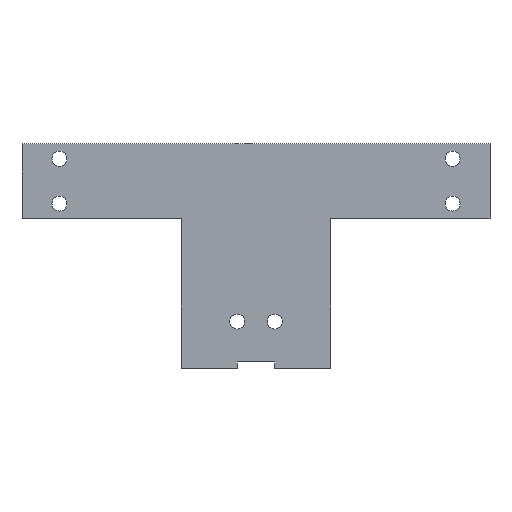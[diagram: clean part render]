
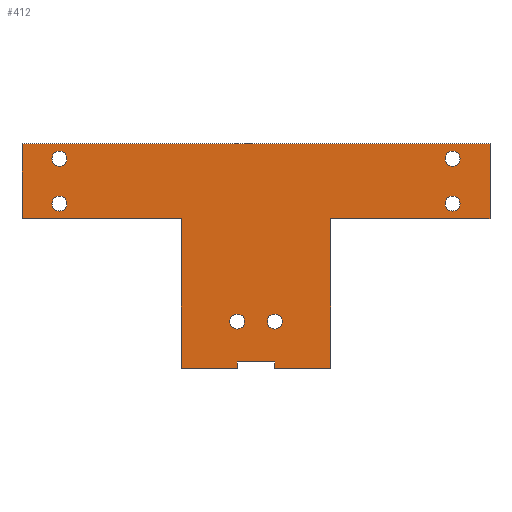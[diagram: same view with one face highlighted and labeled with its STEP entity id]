
A CAD part, top view. The second image highlights one B-rep face of the part: STEP entity #412.
In plain terms, the highlighted planar face has unit normal (0, 0, 1).
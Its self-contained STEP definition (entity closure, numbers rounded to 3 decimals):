
#14=FACE_BOUND('',#81,.T.);
#15=FACE_BOUND('',#82,.T.);
#16=FACE_BOUND('',#83,.T.);
#17=FACE_BOUND('',#84,.T.);
#18=FACE_BOUND('',#85,.T.);
#19=FACE_BOUND('',#86,.T.);
#40=PLANE('',#464);
#60=FACE_OUTER_BOUND('',#80,.T.);
#80=EDGE_LOOP('',(#352,#353,#354,#355,#356,#357,#358,#359,#360,#361,#362,
#363));
#81=EDGE_LOOP('',(#364));
#82=EDGE_LOOP('',(#365));
#83=EDGE_LOOP('',(#366));
#84=EDGE_LOOP('',(#367));
#85=EDGE_LOOP('',(#368));
#86=EDGE_LOOP('',(#369));
#102=LINE('',#618,#144);
#105=LINE('',#624,#147);
#108=LINE('',#630,#150);
#111=LINE('',#636,#153);
#114=LINE('',#642,#156);
#117=LINE('',#648,#159);
#120=LINE('',#654,#162);
#123=LINE('',#660,#165);
#126=LINE('',#666,#168);
#129=LINE('',#672,#171);
#132=LINE('',#678,#174);
#135=LINE('',#682,#177);
#144=VECTOR('',#514,10.);
#147=VECTOR('',#519,10.);
#150=VECTOR('',#524,10.);
#153=VECTOR('',#529,10.);
#156=VECTOR('',#534,10.);
#159=VECTOR('',#539,10.);
#162=VECTOR('',#544,10.);
#165=VECTOR('',#549,10.);
#168=VECTOR('',#554,10.);
#171=VECTOR('',#559,10.);
#174=VECTOR('',#564,10.);
#177=VECTOR('',#569,10.);
#179=CIRCLE('',#436,4.);
#181=CIRCLE('',#439,4.);
#183=CIRCLE('',#442,4.);
#185=CIRCLE('',#445,4.);
#187=CIRCLE('',#448,4.);
#189=CIRCLE('',#451,4.);
#191=VERTEX_POINT('',#578);
#193=VERTEX_POINT('',#584);
#195=VERTEX_POINT('',#590);
#197=VERTEX_POINT('',#596);
#199=VERTEX_POINT('',#602);
#201=VERTEX_POINT('',#608);
#204=VERTEX_POINT('',#615);
#205=VERTEX_POINT('',#617);
#207=VERTEX_POINT('',#623);
#209=VERTEX_POINT('',#629);
#211=VERTEX_POINT('',#635);
#213=VERTEX_POINT('',#641);
#215=VERTEX_POINT('',#647);
#217=VERTEX_POINT('',#653);
#219=VERTEX_POINT('',#659);
#221=VERTEX_POINT('',#665);
#223=VERTEX_POINT('',#671);
#225=VERTEX_POINT('',#677);
#228=EDGE_CURVE('',#191,#191,#179,.T.);
#231=EDGE_CURVE('',#193,#193,#181,.T.);
#234=EDGE_CURVE('',#195,#195,#183,.T.);
#237=EDGE_CURVE('',#197,#197,#185,.T.);
#240=EDGE_CURVE('',#199,#199,#187,.T.);
#243=EDGE_CURVE('',#201,#201,#189,.T.);
#246=EDGE_CURVE('',#205,#204,#102,.T.);
#249=EDGE_CURVE('',#207,#205,#105,.T.);
#252=EDGE_CURVE('',#209,#207,#108,.T.);
#255=EDGE_CURVE('',#211,#209,#111,.T.);
#258=EDGE_CURVE('',#213,#211,#114,.T.);
#261=EDGE_CURVE('',#215,#213,#117,.T.);
#264=EDGE_CURVE('',#217,#215,#120,.T.);
#267=EDGE_CURVE('',#219,#217,#123,.T.);
#270=EDGE_CURVE('',#221,#219,#126,.T.);
#273=EDGE_CURVE('',#223,#221,#129,.T.);
#276=EDGE_CURVE('',#225,#223,#132,.T.);
#279=EDGE_CURVE('',#204,#225,#135,.T.);
#352=ORIENTED_EDGE('',*,*,#279,.T.);
#353=ORIENTED_EDGE('',*,*,#276,.T.);
#354=ORIENTED_EDGE('',*,*,#273,.T.);
#355=ORIENTED_EDGE('',*,*,#270,.T.);
#356=ORIENTED_EDGE('',*,*,#267,.T.);
#357=ORIENTED_EDGE('',*,*,#264,.T.);
#358=ORIENTED_EDGE('',*,*,#261,.T.);
#359=ORIENTED_EDGE('',*,*,#258,.T.);
#360=ORIENTED_EDGE('',*,*,#255,.T.);
#361=ORIENTED_EDGE('',*,*,#252,.T.);
#362=ORIENTED_EDGE('',*,*,#249,.T.);
#363=ORIENTED_EDGE('',*,*,#246,.T.);
#364=ORIENTED_EDGE('',*,*,#243,.T.);
#365=ORIENTED_EDGE('',*,*,#240,.T.);
#366=ORIENTED_EDGE('',*,*,#237,.T.);
#367=ORIENTED_EDGE('',*,*,#234,.T.);
#368=ORIENTED_EDGE('',*,*,#231,.T.);
#369=ORIENTED_EDGE('',*,*,#228,.T.);
#412=ADVANCED_FACE('',(#60,#14,#15,#16,#17,#18,#19),#40,.T.);
#436=AXIS2_PLACEMENT_3D('',#580,#473,#474);
#439=AXIS2_PLACEMENT_3D('',#586,#480,#481);
#442=AXIS2_PLACEMENT_3D('',#592,#487,#488);
#445=AXIS2_PLACEMENT_3D('',#598,#494,#495);
#448=AXIS2_PLACEMENT_3D('',#604,#501,#502);
#451=AXIS2_PLACEMENT_3D('',#610,#508,#509);
#464=AXIS2_PLACEMENT_3D('',#683,#570,#571);
#473=DIRECTION('center_axis',(0.,0.,-1.));
#474=DIRECTION('ref_axis',(-1.,0.,0.));
#480=DIRECTION('center_axis',(0.,0.,-1.));
#481=DIRECTION('ref_axis',(-1.,0.,0.));
#487=DIRECTION('center_axis',(0.,0.,-1.));
#488=DIRECTION('ref_axis',(-1.,0.,0.));
#494=DIRECTION('center_axis',(0.,0.,-1.));
#495=DIRECTION('ref_axis',(-1.,0.,0.));
#501=DIRECTION('center_axis',(0.,0.,-1.));
#502=DIRECTION('ref_axis',(-1.,0.,0.));
#508=DIRECTION('center_axis',(0.,0.,-1.));
#509=DIRECTION('ref_axis',(-1.,0.,0.));
#514=DIRECTION('',(0.,-1.,0.));
#519=DIRECTION('',(1.,0.,0.));
#524=DIRECTION('',(0.,-1.,0.));
#529=DIRECTION('',(-1.,0.,0.));
#534=DIRECTION('',(0.,1.,0.));
#539=DIRECTION('',(1.,0.,0.));
#544=DIRECTION('',(0.,1.,0.));
#549=DIRECTION('',(1.,0.,0.));
#554=DIRECTION('',(0.,-1.,0.));
#559=DIRECTION('',(1.,0.,0.));
#564=DIRECTION('',(0.,1.,0.));
#569=DIRECTION('',(1.,0.,0.));
#570=DIRECTION('center_axis',(0.,0.,1.));
#571=DIRECTION('ref_axis',(1.,0.,0.));
#578=CARTESIAN_POINT('',(150.919,-50.67,3.4));
#580=CARTESIAN_POINT('Origin',(146.919,-50.67,3.4));
#584=CARTESIAN_POINT('',(130.919,-50.67,3.4));
#586=CARTESIAN_POINT('Origin',(126.919,-50.67,3.4));
#590=CARTESIAN_POINT('',(245.919,12.33,3.4));
#592=CARTESIAN_POINT('Origin',(241.919,12.33,3.4));
#596=CARTESIAN_POINT('',(245.919,36.33,3.4));
#598=CARTESIAN_POINT('Origin',(241.919,36.33,3.4));
#602=CARTESIAN_POINT('',(35.919,12.33,3.4));
#604=CARTESIAN_POINT('Origin',(31.919,12.33,3.4));
#608=CARTESIAN_POINT('',(35.919,36.33,3.4));
#610=CARTESIAN_POINT('Origin',(31.919,36.33,3.4));
#615=CARTESIAN_POINT('',(96.919,-75.67,3.4));
#617=CARTESIAN_POINT('',(96.919,4.33,3.4));
#618=CARTESIAN_POINT('',(96.919,4.33,3.4));
#623=CARTESIAN_POINT('',(11.919,4.33,3.4));
#624=CARTESIAN_POINT('',(11.919,4.33,3.4));
#629=CARTESIAN_POINT('',(11.919,44.33,3.4));
#630=CARTESIAN_POINT('',(11.919,44.33,3.4));
#635=CARTESIAN_POINT('',(261.919,44.33,3.4));
#636=CARTESIAN_POINT('',(261.919,44.33,3.4));
#641=CARTESIAN_POINT('',(261.919,4.33,3.4));
#642=CARTESIAN_POINT('',(261.919,4.33,3.4));
#647=CARTESIAN_POINT('',(176.919,4.33,3.4));
#648=CARTESIAN_POINT('',(176.919,4.33,3.4));
#653=CARTESIAN_POINT('',(176.919,-75.67,3.4));
#654=CARTESIAN_POINT('',(176.919,-75.67,3.4));
#659=CARTESIAN_POINT('',(146.919,-75.67,3.4));
#660=CARTESIAN_POINT('',(146.919,-75.67,3.4));
#665=CARTESIAN_POINT('',(146.919,-72.27,3.4));
#666=CARTESIAN_POINT('',(146.919,-72.27,3.4));
#671=CARTESIAN_POINT('',(126.919,-72.27,3.4));
#672=CARTESIAN_POINT('',(126.919,-72.27,3.4));
#677=CARTESIAN_POINT('',(126.919,-75.67,3.4));
#678=CARTESIAN_POINT('',(126.919,-75.67,3.4));
#682=CARTESIAN_POINT('',(96.919,-75.67,3.4));
#683=CARTESIAN_POINT('Origin',(136.919,-15.67,3.4));
